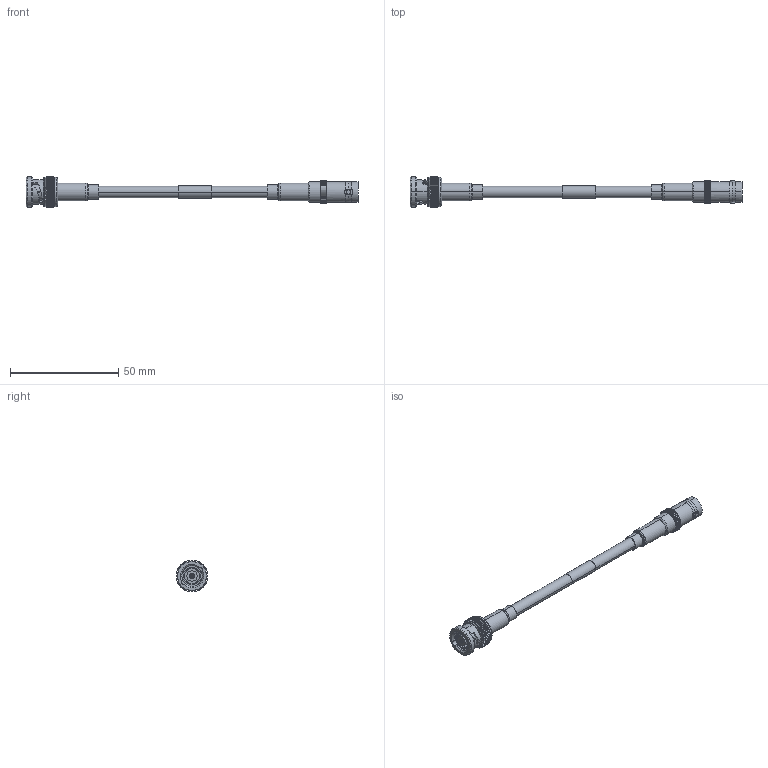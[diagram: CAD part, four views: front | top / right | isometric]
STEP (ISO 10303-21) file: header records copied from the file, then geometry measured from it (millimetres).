
FILE_DESCRIPTION (( 'STEP AP203' ), '1' );
FILE_NAME ('FMCA2674.STEP', '2022-03-09T16:01:01', ( '' ), ( '' ), 'SwSTEP 2.0', 'SolidWorks 2021', '' );
FILE_SCHEMA (( 'CONFIG_CONTROL_DESIGN' ));
Length unit declared in the file: millimetre
Products named in the file (5): CA-240-MA1_.75" Long; RG223_with label; FMCA2674; FMCN1573; FMCN1567
Assembly tree (5 placements, depth 2):
  FMCA2674
    RG223_with label
    FMCN1567
    FMCN1573
    CA-240-MA1_.75" Long  x2
Bounding box: 153.09 x 14.46 x 14.46 mm (x, y, z)
Volume: 6080.8 mm3; surface area: 9446.7 mm2
Topology: 8 solids, 8 shells, 758 faces, 1861 edges, 1137 vertices
Faces by surface type: cylinder 363, plane 200, cone 161, torus 22, bspline 12
Entity records: 24350 total; most frequent: CARTESIAN_POINT 6402, DIRECTION 3820, ORIENTED_EDGE 3634, EDGE_CURVE 1817, AXIS2_PLACEMENT_3D 1613, VERTEX_POINT 1113, CIRCLE 881, EDGE_LOOP 766
